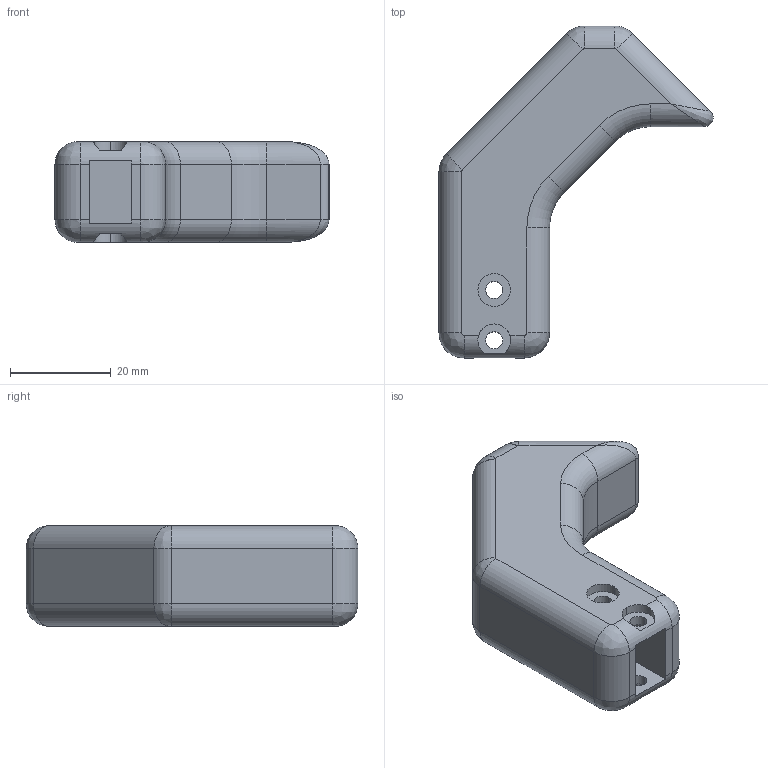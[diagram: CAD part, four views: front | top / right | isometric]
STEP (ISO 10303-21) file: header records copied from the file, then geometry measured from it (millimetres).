
FILE_DESCRIPTION (( 'STEP AP203' ), '1' );
FILE_NAME ('Claw- 1-Finger.step_Default_sldprt.STEP', '2022-11-09T04:41:22', ( '' ), ( '' ), 'SwSTEP 2.0', 'SolidWorks 2022', '' );
FILE_SCHEMA (( 'CONFIG_CONTROL_DESIGN' ));
Length unit declared in the file: millimetre
Products named in the file (1): Claw- 1-Finger.step_Default_sldprt
Bounding box: 54.52 x 66 x 20 mm (x, y, z)
Volume: 30193.3 mm3; surface area: 7519.8 mm2
Topology: 1 solids, 1 shells, 77 faces, 187 edges, 112 vertices
Faces by surface type: cylinder 41, plane 20, bspline 12, torus 4
Entity records: 2694 total; most frequent: CARTESIAN_POINT 797, DIRECTION 405, ORIENTED_EDGE 370, EDGE_CURVE 185, AXIS2_PLACEMENT_3D 162, VERTEX_POINT 112, CIRCLE 96, EDGE_LOOP 87
